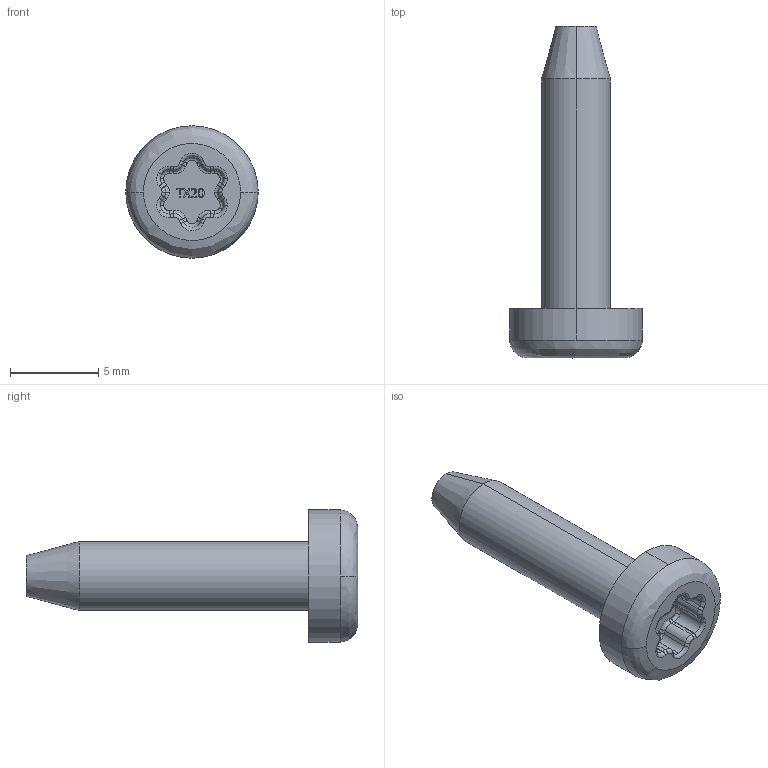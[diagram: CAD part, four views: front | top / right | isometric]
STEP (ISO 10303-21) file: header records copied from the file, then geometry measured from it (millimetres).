
FILE_DESCRIPTION (( 'STEP AP203' ), '1' );
FILE_NAME ('801300_c_1.STEP', '2022-10-11T15:39:35', ( '' ), ( '' ), 'SwSTEP 2.0', 'SolidWorks 2014', '' );
FILE_SCHEMA (( 'CONFIG_CONTROL_DESIGN' ));
Length unit declared in the file: millimetre
Products named in the file (1): 801300_c_1
Bounding box: 7.5 x 18.8 x 7.5 mm (x, y, z)
Volume: 277.9 mm3; surface area: 350.2 mm2
Topology: 1 solids, 1 shells, 156 faces, 391 edges, 244 vertices
Faces by surface type: bspline 71, cylinder 45, plane 38, cone 2
Entity records: 6791 total; most frequent: CARTESIAN_POINT 3359, ORIENTED_EDGE 782, DIRECTION 579, EDGE_CURVE 391, VERTEX_POINT 244, AXIS2_PLACEMENT_3D 206, VECTOR 167, LINE 167
